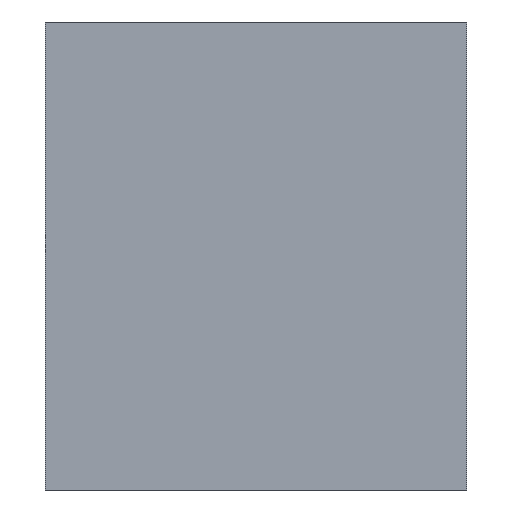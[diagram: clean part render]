
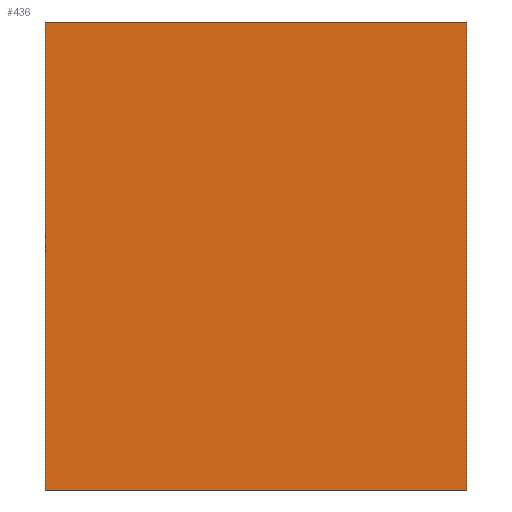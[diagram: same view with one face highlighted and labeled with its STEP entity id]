
A CAD part, front view. The second image highlights one B-rep face of the part: STEP entity #436.
In plain terms, the highlighted planar face has unit normal (0, -1, 0).
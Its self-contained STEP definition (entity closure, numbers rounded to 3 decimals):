
#32=PLANE('',#473);
#55=FACE_OUTER_BOUND('',#79,.T.);
#79=EDGE_LOOP('',(#404,#405,#406,#407));
#102=LINE('',#667,#150);
#106=LINE('',#675,#154);
#109=LINE('',#681,#157);
#112=LINE('',#686,#160);
#150=VECTOR('',#546,10.);
#154=VECTOR('',#552,10.);
#157=VECTOR('',#557,10.);
#160=VECTOR('',#562,10.);
#212=VERTEX_POINT('',#665);
#213=VERTEX_POINT('',#666);
#216=VERTEX_POINT('',#674);
#218=VERTEX_POINT('',#680);
#262=EDGE_CURVE('',#212,#213,#102,.T.);
#266=EDGE_CURVE('',#216,#212,#106,.T.);
#269=EDGE_CURVE('',#218,#216,#109,.T.);
#272=EDGE_CURVE('',#213,#218,#112,.T.);
#404=ORIENTED_EDGE('',*,*,#272,.F.);
#405=ORIENTED_EDGE('',*,*,#262,.F.);
#406=ORIENTED_EDGE('',*,*,#266,.F.);
#407=ORIENTED_EDGE('',*,*,#269,.F.);
#436=ADVANCED_FACE('',(#55),#32,.F.);
#473=AXIS2_PLACEMENT_3D('',#717,#592,#593);
#546=DIRECTION('',(0.,0.,-1.));
#552=DIRECTION('',(1.,0.,0.));
#557=DIRECTION('',(0.,0.,1.));
#562=DIRECTION('',(-1.,0.,0.));
#592=DIRECTION('center_axis',(0.,1.,0.));
#593=DIRECTION('ref_axis',(1.,0.,0.));
#665=CARTESIAN_POINT('',(425.,0.,25.));
#666=CARTESIAN_POINT('',(425.,0.,-475.));
#667=CARTESIAN_POINT('',(425.,0.,25.));
#674=CARTESIAN_POINT('',(-25.,0.,25.));
#675=CARTESIAN_POINT('',(-25.,0.,25.));
#680=CARTESIAN_POINT('',(-25.,0.,-475.));
#681=CARTESIAN_POINT('',(-25.,0.,-475.));
#686=CARTESIAN_POINT('',(425.,0.,-475.));
#717=CARTESIAN_POINT('Origin',(205.,0.,-225.));
